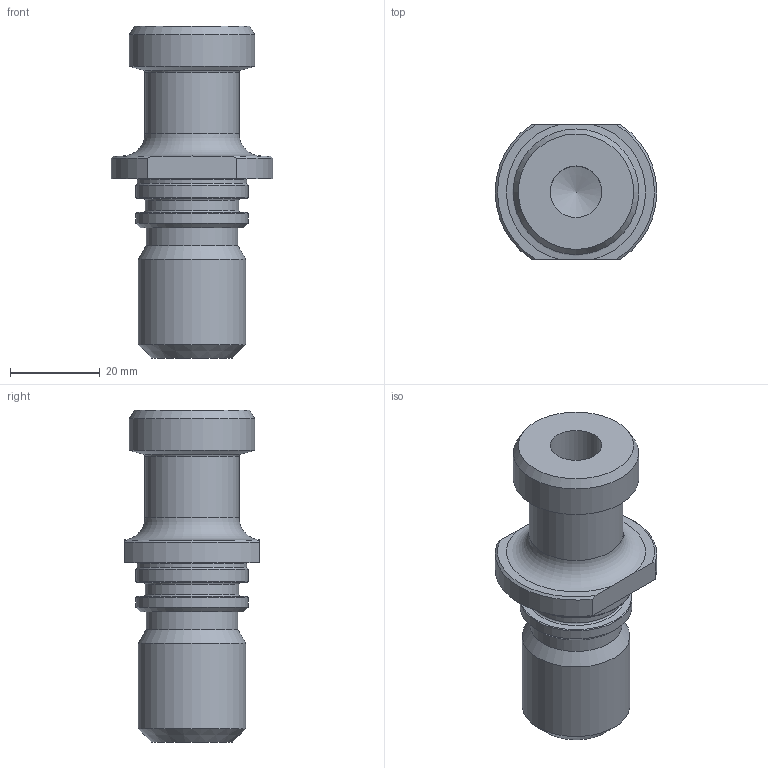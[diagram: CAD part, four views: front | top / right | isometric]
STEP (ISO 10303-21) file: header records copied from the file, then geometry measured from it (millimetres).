
FILE_DESCRIPTION(/* description */ (''),/* implementation_level */ '2;1');
FILE_NAME(/* name */ '1498473747049.stp',/* time_stamp */ '2017-06-26T12:42:31+02:00',/* author */ (''),/* organization */ ('SMS'),/* preprocessor_version */ 'ST-DEVELOPER v15',/* originating_system */ 'SIEMENS PLM Software NX 8.5',/* authorisation */ '');
FILE_SCHEMA (('AUTOMOTIVE_DESIGN { 1 0 10303 214 3 1 1 1 }'));
Length unit declared in the file: millimetre
Products named in the file (1): 201120761MOD000_00
Bounding box: 36 x 30 x 74 mm (x, y, z)
Volume: 30626.7 mm3; surface area: 9325.9 mm2
Topology: 1 solids, 1 shells, 39 faces, 89 edges, 55 vertices
Faces by surface type: cone 12, cylinder 11, plane 9, torus 7
Full cylindrical faces by diameter (mm): 11.5 x1, 20.5 x1, 20.8 x1, 21 x1, 24 x1, 24.5 x1, 25 x2, 28 x1
Entity records: 944 total; most frequent: DIRECTION 170, CARTESIAN_POINT 166, ORIENTED_EDGE 106, AXIS2_PLACEMENT_3D 80, EDGE_LOOP 68, FACE_BOUND 60, EDGE_CURVE 53, VERTEX_POINT 46
